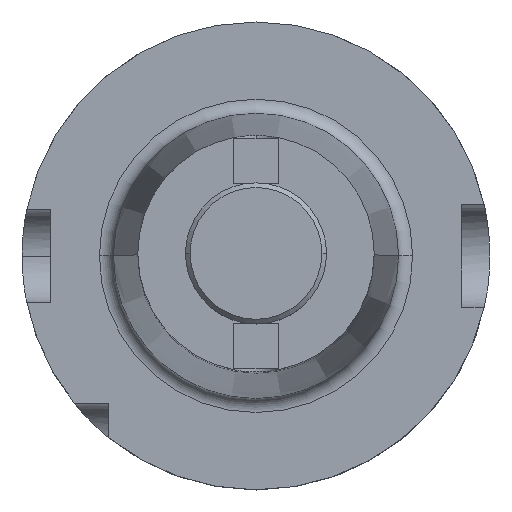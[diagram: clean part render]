
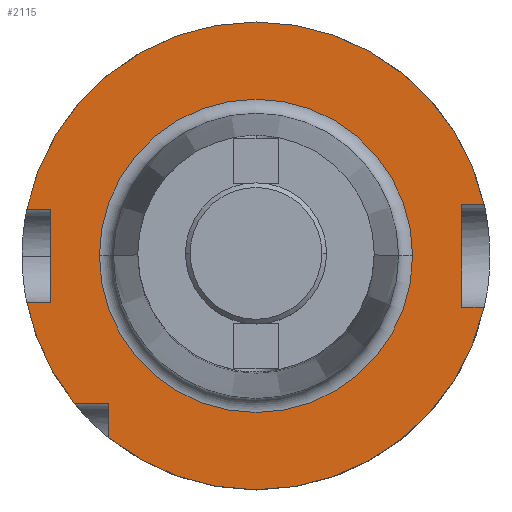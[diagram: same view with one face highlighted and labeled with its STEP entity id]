
A CAD part, top view. The second image highlights one B-rep face of the part: STEP entity #2115.
In plain terms, the highlighted planar face has unit normal (0, 0, 1).
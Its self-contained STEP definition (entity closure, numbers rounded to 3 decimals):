
#19 = DIRECTION ( 'NONE',  ( 0., 0., 1. ) ) ;
#25 = AXIS2_PLACEMENT_3D ( 'NONE', #2281, #593, #1795 ) ;
#30 = CIRCLE ( 'NONE', #25, 33.48 ) ;
#75 = CARTESIAN_POINT ( 'NONE',  ( -33.48, 0., 29. ) ) ;
#83 = VERTEX_POINT ( 'NONE', #3499 ) ;
#107 = CARTESIAN_POINT ( 'NONE',  ( 44., -11., 29. ) ) ;
#152 = ORIENTED_EDGE ( 'NONE', *, *, #3448, .F. ) ;
#172 = VECTOR ( 'NONE', #2801, 1000. ) ;
#230 = VERTEX_POINT ( 'NONE', #551 ) ;
#234 = DIRECTION ( 'NONE',  ( 0., 1., 0. ) ) ;
#385 = EDGE_CURVE ( 'NONE', #2194, #1313, #621, .T. ) ;
#419 = DIRECTION ( 'NONE',  ( -1., 0., 0. ) ) ;
#458 = EDGE_CURVE ( 'NONE', #1313, #2194, #30, .T. ) ;
#477 = CARTESIAN_POINT ( 'NONE',  ( -48.99, -10., 29. ) ) ;
#532 = CARTESIAN_POINT ( 'NONE',  ( 0., 11., 29. ) ) ;
#551 = CARTESIAN_POINT ( 'NONE',  ( -31.5, -31.5, 29. ) ) ;
#553 = CARTESIAN_POINT ( 'NONE',  ( 0., 0., 29. ) ) ;
#569 = DIRECTION ( 'NONE',  ( -1., 0., 0. ) ) ;
#593 = DIRECTION ( 'NONE',  ( 0., 0., 1. ) ) ;
#621 = CIRCLE ( 'NONE', #1102, 33.48 ) ;
#670 = CARTESIAN_POINT ( 'NONE',  ( 0., -11., 29. ) ) ;
#694 = CARTESIAN_POINT ( 'NONE',  ( 0., 0., 29. ) ) ;
#759 = VECTOR ( 'NONE', #569, 1000. ) ;
#776 = CARTESIAN_POINT ( 'NONE',  ( -48.99, 10., 29. ) ) ;
#819 = ORIENTED_EDGE ( 'NONE', *, *, #458, .F. ) ;
#928 = VERTEX_POINT ( 'NONE', #1885 ) ;
#974 = AXIS2_PLACEMENT_3D ( 'NONE', #694, #2687, #999 ) ;
#985 = AXIS2_PLACEMENT_3D ( 'NONE', #1373, #3099, #234 ) ;
#989 = CARTESIAN_POINT ( 'NONE',  ( -31.5, 27.813, 29. ) ) ;
#991 = DIRECTION ( 'NONE',  ( 0., 0., -1. ) ) ;
#999 = DIRECTION ( 'NONE',  ( 0., 1., 0. ) ) ;
#1046 = CARTESIAN_POINT ( 'NONE',  ( 44., -11., 29. ) ) ;
#1058 = VERTEX_POINT ( 'NONE', #107 ) ;
#1061 = AXIS2_PLACEMENT_3D ( 'NONE', #3527, #991, #1891 ) ;
#1102 = AXIS2_PLACEMENT_3D ( 'NONE', #1185, #19, #1170 ) ;
#1121 = VECTOR ( 'NONE', #1453, 1000. ) ;
#1143 = VERTEX_POINT ( 'NONE', #1371 ) ;
#1165 = ORIENTED_EDGE ( 'NONE', *, *, #2960, .F. ) ;
#1170 = DIRECTION ( 'NONE',  ( -1., 0., 0. ) ) ;
#1185 = CARTESIAN_POINT ( 'NONE',  ( 0., 0., 29. ) ) ;
#1204 = ORIENTED_EDGE ( 'NONE', *, *, #385, .F. ) ;
#1206 = ORIENTED_EDGE ( 'NONE', *, *, #3243, .F. ) ;
#1207 = CARTESIAN_POINT ( 'NONE',  ( 48.775, 11., 29. ) ) ;
#1244 = VECTOR ( 'NONE', #1500, 1000. ) ;
#1290 = LINE ( 'NONE', #989, #2632 ) ;
#1297 = VERTEX_POINT ( 'NONE', #1207 ) ;
#1313 = VERTEX_POINT ( 'NONE', #75 ) ;
#1321 = LINE ( 'NONE', #1046, #2177 ) ;
#1349 = EDGE_CURVE ( 'NONE', #1417, #1297, #3390, .T. ) ;
#1371 = CARTESIAN_POINT ( 'NONE',  ( -44., -10., 29. ) ) ;
#1373 = CARTESIAN_POINT ( 'NONE',  ( 0., 0., 29. ) ) ;
#1417 = VERTEX_POINT ( 'NONE', #3625 ) ;
#1453 = DIRECTION ( 'NONE',  ( -1., 0., 0. ) ) ;
#1500 = DIRECTION ( 'NONE',  ( 0., -1., 0. ) ) ;
#1510 = LINE ( 'NONE', #3338, #2453 ) ;
#1518 = CARTESIAN_POINT ( 'NONE',  ( -38.83, -31.5, 29. ) ) ;
#1552 = DIRECTION ( 'NONE',  ( 0., -1., 0. ) ) ;
#1558 = CIRCLE ( 'NONE', #1061, 50. ) ;
#1580 = EDGE_LOOP ( 'NONE', ( #1643, #2977, #152, #3487, #2106, #2486, #2029, #1206, #1165, #3081, #3652, #3707 ) ) ;
#1643 = ORIENTED_EDGE ( 'NONE', *, *, #3296, .F. ) ;
#1664 = DIRECTION ( 'NONE',  ( 1., 0., 0. ) ) ;
#1677 = DIRECTION ( 'NONE',  ( 0., 0., -1. ) ) ;
#1782 = VECTOR ( 'NONE', #419, 1000. ) ;
#1795 = DIRECTION ( 'NONE',  ( -1., 0., 0. ) ) ;
#1871 = LINE ( 'NONE', #670, #1782 ) ;
#1876 = CIRCLE ( 'NONE', #985, 50. ) ;
#1885 = CARTESIAN_POINT ( 'NONE',  ( 44., 11., 29. ) ) ;
#1891 = DIRECTION ( 'NONE',  ( 0., 1., 0. ) ) ;
#1907 = EDGE_CURVE ( 'NONE', #928, #1297, #2034, .T. ) ;
#1960 = DIRECTION ( 'NONE',  ( 0., 1., 0. ) ) ;
#1970 = CARTESIAN_POINT ( 'NONE',  ( -44., -10., 29. ) ) ;
#2029 = ORIENTED_EDGE ( 'NONE', *, *, #1349, .F. ) ;
#2034 = LINE ( 'NONE', #532, #172 ) ;
#2053 = CARTESIAN_POINT ( 'NONE',  ( 0., 10., 29. ) ) ;
#2106 = ORIENTED_EDGE ( 'NONE', *, *, #3132, .F. ) ;
#2115 = ADVANCED_FACE ( 'NONE', ( #3399, #3303 ), #2413, .T. ) ;
#2176 = DIRECTION ( 'NONE',  ( 0., -1., 0. ) ) ;
#2177 = VECTOR ( 'NONE', #2176, 1000. ) ;
#2194 = VERTEX_POINT ( 'NONE', #3577 ) ;
#2230 = LINE ( 'NONE', #2053, #1121 ) ;
#2267 = CARTESIAN_POINT ( 'NONE',  ( -31.5, -38.83, 29. ) ) ;
#2281 = CARTESIAN_POINT ( 'NONE',  ( 0., 0., 29. ) ) ;
#2360 = EDGE_CURVE ( 'NONE', #2901, #230, #1290, .T. ) ;
#2362 = CIRCLE ( 'NONE', #2423, 50. ) ;
#2377 = VERTEX_POINT ( 'NONE', #1518 ) ;
#2401 = CARTESIAN_POINT ( 'NONE',  ( 0., 27.813, 29. ) ) ;
#2410 = VERTEX_POINT ( 'NONE', #2832 ) ;
#2413 = PLANE ( 'NONE',  #3220 ) ;
#2416 = DIRECTION ( 'NONE',  ( 0., 1., 0. ) ) ;
#2423 = AXIS2_PLACEMENT_3D ( 'NONE', #553, #1677, #1960 ) ;
#2453 = VECTOR ( 'NONE', #1664, 1000. ) ;
#2463 = LINE ( 'NONE', #1970, #1244 ) ;
#2486 = ORIENTED_EDGE ( 'NONE', *, *, #1907, .T. ) ;
#2535 = CARTESIAN_POINT ( 'NONE',  ( 0., -31.5, 29. ) ) ;
#2632 = VECTOR ( 'NONE', #2416, 1000. ) ;
#2683 = DIRECTION ( 'NONE',  ( 0., 0., 1. ) ) ;
#2687 = DIRECTION ( 'NONE',  ( 0., 0., -1. ) ) ;
#2747 = EDGE_CURVE ( 'NONE', #2377, #3180, #1876, .T. ) ;
#2753 = VERTEX_POINT ( 'NONE', #776 ) ;
#2801 = DIRECTION ( 'NONE',  ( 1., 0., 0. ) ) ;
#2832 = CARTESIAN_POINT ( 'NONE',  ( -44., 10., 29. ) ) ;
#2846 = EDGE_CURVE ( 'NONE', #2410, #1143, #2463, .T. ) ;
#2901 = VERTEX_POINT ( 'NONE', #2267 ) ;
#2947 = LINE ( 'NONE', #2535, #759 ) ;
#2960 = EDGE_CURVE ( 'NONE', #2410, #2753, #2230, .T. ) ;
#2977 = ORIENTED_EDGE ( 'NONE', *, *, #2360, .F. ) ;
#3081 = ORIENTED_EDGE ( 'NONE', *, *, #2846, .T. ) ;
#3099 = DIRECTION ( 'NONE',  ( 0., 0., -1. ) ) ;
#3132 = EDGE_CURVE ( 'NONE', #928, #1058, #1321, .T. ) ;
#3136 = EDGE_CURVE ( 'NONE', #83, #1058, #1871, .T. ) ;
#3139 = EDGE_LOOP ( 'NONE', ( #819, #1204 ) ) ;
#3180 = VERTEX_POINT ( 'NONE', #477 ) ;
#3220 = AXIS2_PLACEMENT_3D ( 'NONE', #2401, #2683, #1552 ) ;
#3243 = EDGE_CURVE ( 'NONE', #2753, #1417, #2362, .T. ) ;
#3265 = EDGE_CURVE ( 'NONE', #3180, #1143, #1510, .T. ) ;
#3296 = EDGE_CURVE ( 'NONE', #230, #2377, #2947, .T. ) ;
#3303 = FACE_OUTER_BOUND ( 'NONE', #1580, .T. ) ;
#3338 = CARTESIAN_POINT ( 'NONE',  ( 0., -10., 29. ) ) ;
#3390 = CIRCLE ( 'NONE', #974, 50. ) ;
#3399 = FACE_BOUND ( 'NONE', #3139, .T. ) ;
#3448 = EDGE_CURVE ( 'NONE', #83, #2901, #1558, .T. ) ;
#3487 = ORIENTED_EDGE ( 'NONE', *, *, #3136, .T. ) ;
#3499 = CARTESIAN_POINT ( 'NONE',  ( 48.775, -11., 29. ) ) ;
#3527 = CARTESIAN_POINT ( 'NONE',  ( 0., 0., 29. ) ) ;
#3577 = CARTESIAN_POINT ( 'NONE',  ( 33.48, 0., 29. ) ) ;
#3625 = CARTESIAN_POINT ( 'NONE',  ( 0., 50., 29. ) ) ;
#3652 = ORIENTED_EDGE ( 'NONE', *, *, #3265, .F. ) ;
#3707 = ORIENTED_EDGE ( 'NONE', *, *, #2747, .F. ) ;
